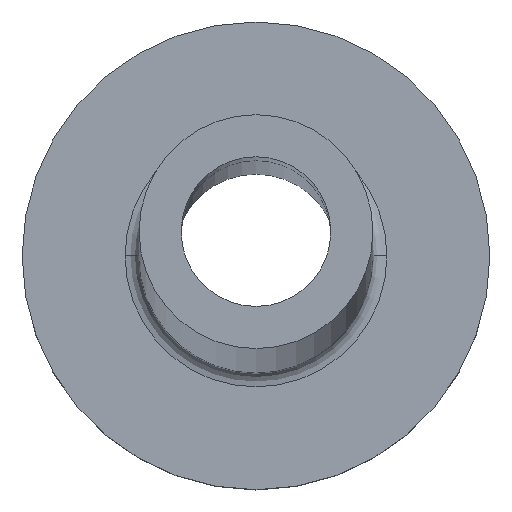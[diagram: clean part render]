
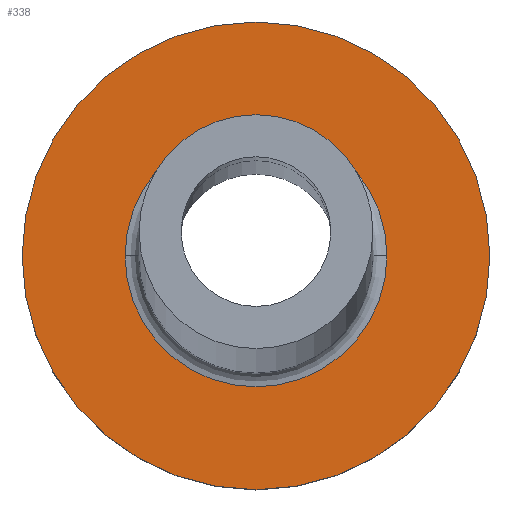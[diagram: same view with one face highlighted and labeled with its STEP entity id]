
A CAD part, top view. The second image highlights one B-rep face of the part: STEP entity #338.
In plain terms, the highlighted planar face has unit normal (0, 0, 1).
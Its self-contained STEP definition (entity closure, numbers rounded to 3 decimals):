
#10 = EDGE_CURVE ( 'NONE', #96, #245, #370, .T. ) ;
#15 = CIRCLE ( 'NONE', #355, 5. ) ;
#17 = VERTEX_POINT ( 'NONE', #342 ) ;
#18 = DIRECTION ( 'NONE',  ( 0., 0., 1. ) ) ;
#25 = VERTEX_POINT ( 'NONE', #164 ) ;
#28 = ORIENTED_EDGE ( 'NONE', *, *, #44, .T. ) ;
#42 = AXIS2_PLACEMENT_3D ( 'NONE', #306, #18, #453 ) ;
#44 = EDGE_CURVE ( 'NONE', #17, #25, #377, .T. ) ;
#66 = FACE_BOUND ( 'NONE', #200, .T. ) ;
#70 = ORIENTED_EDGE ( 'NONE', *, *, #10, .T. ) ;
#86 = EDGE_CURVE ( 'NONE', #25, #17, #15, .T. ) ;
#89 = DIRECTION ( 'NONE',  ( 1., 0., 0. ) ) ;
#95 = CARTESIAN_POINT ( 'NONE',  ( 0., 0., 3. ) ) ;
#96 = VERTEX_POINT ( 'NONE', #308 ) ;
#106 = FACE_OUTER_BOUND ( 'NONE', #434, .T. ) ;
#116 = ORIENTED_EDGE ( 'NONE', *, *, #124, .T. ) ;
#124 = EDGE_CURVE ( 'NONE', #245, #96, #149, .T. ) ;
#129 = AXIS2_PLACEMENT_3D ( 'NONE', #195, #336, #89 ) ;
#137 = DIRECTION ( 'NONE',  ( 0., 0., 1. ) ) ;
#149 = CIRCLE ( 'NONE', #129, 2.8 ) ;
#164 = CARTESIAN_POINT ( 'NONE',  ( 5., 0., 3. ) ) ;
#195 = CARTESIAN_POINT ( 'NONE',  ( 0., 0., 3. ) ) ;
#198 = DIRECTION ( 'NONE',  ( 1., 0., 0. ) ) ;
#200 = EDGE_LOOP ( 'NONE', ( #116, #70 ) ) ;
#209 = DIRECTION ( 'NONE',  ( 1., 0., 0. ) ) ;
#216 = CARTESIAN_POINT ( 'NONE',  ( 2.8, 0., 3. ) ) ;
#245 = VERTEX_POINT ( 'NONE', #216 ) ;
#247 = AXIS2_PLACEMENT_3D ( 'NONE', #95, #414, #198 ) ;
#263 = DIRECTION ( 'NONE',  ( 1., 0., 0. ) ) ;
#272 = CARTESIAN_POINT ( 'NONE',  ( 0., 0., 3. ) ) ;
#306 = CARTESIAN_POINT ( 'NONE',  ( 0., 0., 3. ) ) ;
#308 = CARTESIAN_POINT ( 'NONE',  ( -2.8, 0., 3. ) ) ;
#336 = DIRECTION ( 'NONE',  ( 0., 0., -1. ) ) ;
#338 = ADVANCED_FACE ( 'NONE', ( #66, #106 ), #350, .T. ) ;
#342 = CARTESIAN_POINT ( 'NONE',  ( -5., 0., 3. ) ) ;
#350 = PLANE ( 'NONE',  #363 ) ;
#355 = AXIS2_PLACEMENT_3D ( 'NONE', #376, #449, #263 ) ;
#363 = AXIS2_PLACEMENT_3D ( 'NONE', #272, #137, #209 ) ;
#370 = CIRCLE ( 'NONE', #247, 2.8 ) ;
#376 = CARTESIAN_POINT ( 'NONE',  ( 0., 0., 3. ) ) ;
#377 = CIRCLE ( 'NONE', #42, 5. ) ;
#414 = DIRECTION ( 'NONE',  ( 0., 0., -1. ) ) ;
#434 = EDGE_LOOP ( 'NONE', ( #28, #436 ) ) ;
#436 = ORIENTED_EDGE ( 'NONE', *, *, #86, .T. ) ;
#449 = DIRECTION ( 'NONE',  ( 0., 0., 1. ) ) ;
#453 = DIRECTION ( 'NONE',  ( 1., 0., 0. ) ) ;
